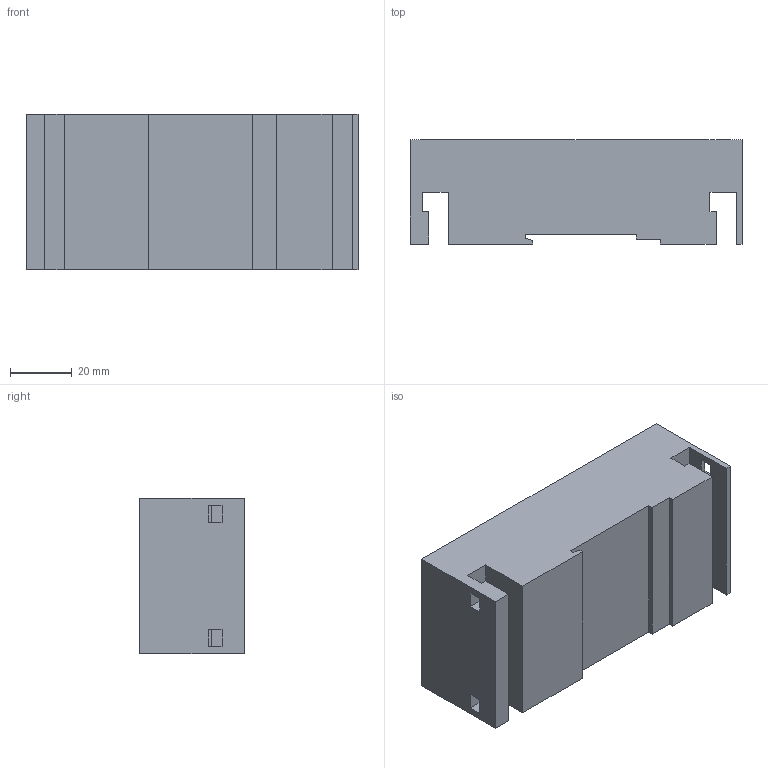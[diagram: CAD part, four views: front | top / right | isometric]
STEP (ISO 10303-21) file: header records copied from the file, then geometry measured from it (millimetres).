
FILE_DESCRIPTION(/* description */ ('STEP AP214'),/* implementation_level */ '2;1');
FILE_NAME(/* name */ '195742_CPX-GE-EV',/* time_stamp */ '2024-08-07T07:16:19+02:00',/* author */ ('License CC BY-ND 4.0'),/* organization */ ('CADENAS'),/* preprocessor_version */ 'ST-DEVELOPER v19.3',/* originating_system */ 'PARTsolutions',/* authorisation */ ' ');
FILE_SCHEMA (('AUTOMOTIVE_DESIGN {1 0 10303 214 3 1 1}'));
Length unit declared in the file: millimetre
Products named in the file (1): 195742 CPX-GE-EV
Bounding box: 107.3 x 33.8 x 50.1 mm (x, y, z)
Volume: 102399.3 mm3; surface area: 29777.9 mm2
Topology: 1 solids, 1 shells, 89 faces, 232 edges, 152 vertices
Faces by surface type: plane 61, cylinder 16, cone 8, torus 4
Full cylindrical faces by diameter (mm): 4.1 x4
Entity records: 2676 total; most frequent: CARTESIAN_POINT 458, DIRECTION 444, ORIENTED_EDGE 432, EDGE_CURVE 216, LINE 168, VECTOR 168, VERTEX_POINT 152, AXIS2_PLACEMENT_3D 138
